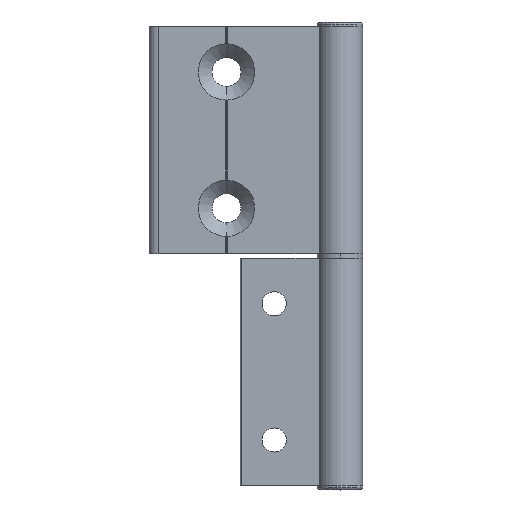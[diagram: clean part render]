
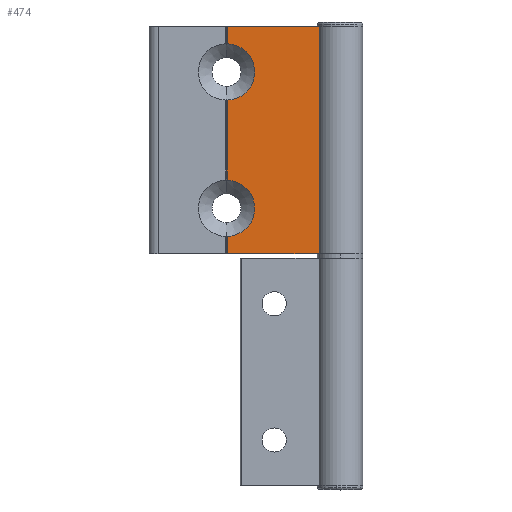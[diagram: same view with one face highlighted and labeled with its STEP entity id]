
A CAD part, top view. The second image highlights one B-rep face of the part: STEP entity #474.
In plain terms, the highlighted face is planar.
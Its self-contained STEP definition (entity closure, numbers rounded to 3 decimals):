
#47 = VERTEX_POINT ( 'NONE', #3022 ) ;
#50 = CARTESIAN_POINT ( 'NONE',  ( 24.8, 2., 25. ) ) ;
#147 = ORIENTED_EDGE ( 'NONE', *, *, #2519, .F. ) ;
#156 = VECTOR ( 'NONE', #3787, 1000. ) ;
#212 = CARTESIAN_POINT ( 'NONE',  ( 24.8, 2., 8.803 ) ) ;
#222 = CARTESIAN_POINT ( 'NONE',  ( 25., 2., 15. ) ) ;
#324 = DIRECTION ( 'NONE',  ( 0., 0., 1. ) ) ;
#334 = DIRECTION ( 'NONE',  ( 1., 0., 0. ) ) ;
#356 = VECTOR ( 'NONE', #1669, 1000. ) ;
#367 = ORIENTED_EDGE ( 'NONE', *, *, #4094, .F. ) ;
#419 = CARTESIAN_POINT ( 'NONE',  ( 24.8, 2., 21.197 ) ) ;
#434 = LINE ( 'NONE', #2289, #356 ) ;
#474 = ADVANCED_FACE ( 'NONE', ( #1925 ), #3197, .F. ) ;
#580 = DIRECTION ( 'NONE',  ( 0., 0., 1. ) ) ;
#587 = CARTESIAN_POINT ( 'NONE',  ( 4.583, 2., 25. ) ) ;
#662 = VECTOR ( 'NONE', #324, 1000. ) ;
#666 = ORIENTED_EDGE ( 'NONE', *, *, #941, .F. ) ;
#716 = CARTESIAN_POINT ( 'NONE',  ( 4.583, 2., 25. ) ) ;
#748 = LINE ( 'NONE', #3515, #2694 ) ;
#806 = EDGE_CURVE ( 'NONE', #3312, #47, #4047, .T. ) ;
#895 = DIRECTION ( 'NONE',  ( 0., 0., 1. ) ) ;
#941 = EDGE_CURVE ( 'NONE', #3528, #3145, #748, .T. ) ;
#1122 = DIRECTION ( 'NONE',  ( 0., 1., 0. ) ) ;
#1152 = ORIENTED_EDGE ( 'NONE', *, *, #806, .F. ) ;
#1227 = EDGE_CURVE ( 'NONE', #2600, #3312, #3640, .T. ) ;
#1271 = CARTESIAN_POINT ( 'NONE',  ( 24.8, 2., -8.803 ) ) ;
#1422 = EDGE_CURVE ( 'NONE', #2333, #2600, #1601, .T. ) ;
#1597 = VERTEX_POINT ( 'NONE', #716 ) ;
#1601 = LINE ( 'NONE', #50, #662 ) ;
#1669 = DIRECTION ( 'NONE',  ( -1., 0., 0. ) ) ;
#1682 = ORIENTED_EDGE ( 'NONE', *, *, #2077, .T. ) ;
#1720 = LINE ( 'NONE', #2971, #2382 ) ;
#1765 = CARTESIAN_POINT ( 'NONE',  ( 25., 2., -15. ) ) ;
#1925 = FACE_OUTER_BOUND ( 'NONE', #2442, .T. ) ;
#1942 = DIRECTION ( 'NONE',  ( 0., 0., 1. ) ) ;
#2021 = AXIS2_PLACEMENT_3D ( 'NONE', #1765, #1122, #895 ) ;
#2035 = DIRECTION ( 'NONE',  ( -1., 0., 0. ) ) ;
#2077 = EDGE_CURVE ( 'NONE', #3528, #4014, #434, .T. ) ;
#2178 = DIRECTION ( 'NONE',  ( 0., 1., 0. ) ) ;
#2184 = EDGE_CURVE ( 'NONE', #3145, #2333, #3806, .T. ) ;
#2195 = DIRECTION ( 'NONE',  ( 0., 0., -1. ) ) ;
#2232 = ORIENTED_EDGE ( 'NONE', *, *, #2184, .F. ) ;
#2289 = CARTESIAN_POINT ( 'NONE',  ( 0., 2., -25. ) ) ;
#2312 = VECTOR ( 'NONE', #2195, 1000. ) ;
#2333 = VERTEX_POINT ( 'NONE', #1271 ) ;
#2382 = VECTOR ( 'NONE', #2035, 1000. ) ;
#2442 = EDGE_LOOP ( 'NONE', ( #2232, #666, #1682, #367, #147, #1152, #3011, #4057 ) ) ;
#2506 = DIRECTION ( 'NONE',  ( 0., -1., 0. ) ) ;
#2519 = EDGE_CURVE ( 'NONE', #47, #1597, #1720, .T. ) ;
#2600 = VERTEX_POINT ( 'NONE', #212 ) ;
#2662 = AXIS2_PLACEMENT_3D ( 'NONE', #222, #2178, #580 ) ;
#2672 = CARTESIAN_POINT ( 'NONE',  ( 24.8, 2., -25. ) ) ;
#2694 = VECTOR ( 'NONE', #1942, 1000. ) ;
#2971 = CARTESIAN_POINT ( 'NONE',  ( 0., 2., 25. ) ) ;
#3011 = ORIENTED_EDGE ( 'NONE', *, *, #1227, .F. ) ;
#3022 = CARTESIAN_POINT ( 'NONE',  ( 24.8, 2., 25. ) ) ;
#3111 = CARTESIAN_POINT ( 'NONE',  ( 24.8, 2., 25. ) ) ;
#3112 = CARTESIAN_POINT ( 'NONE',  ( 24.8, 2., -21.197 ) ) ;
#3145 = VERTEX_POINT ( 'NONE', #3112 ) ;
#3197 = PLANE ( 'NONE',  #3622 ) ;
#3203 = CARTESIAN_POINT ( 'NONE',  ( 4.583, 2., -25. ) ) ;
#3312 = VERTEX_POINT ( 'NONE', #419 ) ;
#3515 = CARTESIAN_POINT ( 'NONE',  ( 24.8, 2., 25. ) ) ;
#3528 = VERTEX_POINT ( 'NONE', #2672 ) ;
#3622 = AXIS2_PLACEMENT_3D ( 'NONE', #587, #2506, #334 ) ;
#3640 = CIRCLE ( 'NONE', #2662, 6.2 ) ;
#3752 = LINE ( 'NONE', #4093, #2312 ) ;
#3787 = DIRECTION ( 'NONE',  ( 0., 0., 1. ) ) ;
#3806 = CIRCLE ( 'NONE', #2021, 6.2 ) ;
#4014 = VERTEX_POINT ( 'NONE', #3203 ) ;
#4047 = LINE ( 'NONE', #3111, #156 ) ;
#4057 = ORIENTED_EDGE ( 'NONE', *, *, #1422, .F. ) ;
#4093 = CARTESIAN_POINT ( 'NONE',  ( 4.583, 2., 25. ) ) ;
#4094 = EDGE_CURVE ( 'NONE', #1597, #4014, #3752, .T. ) ;
